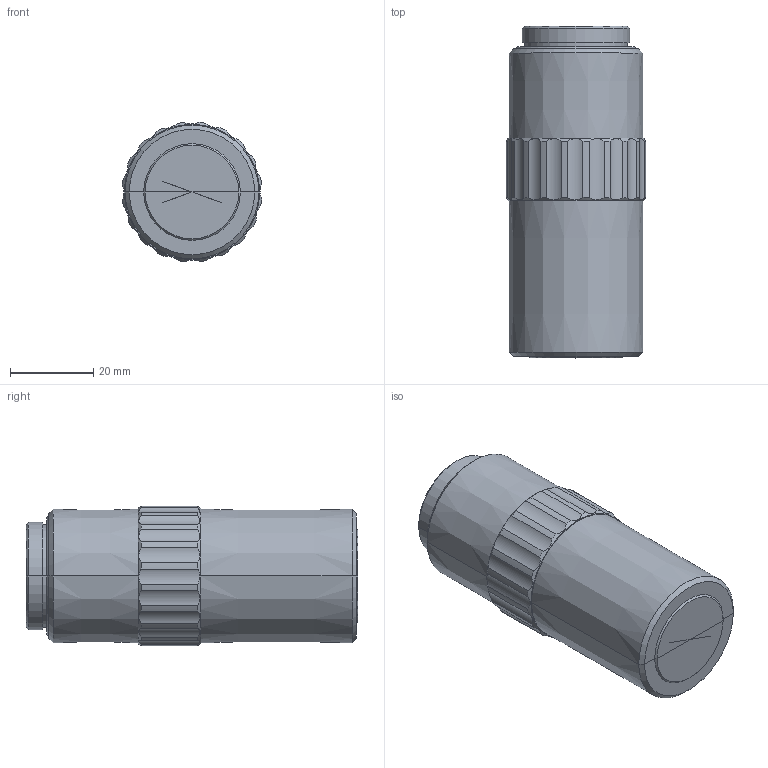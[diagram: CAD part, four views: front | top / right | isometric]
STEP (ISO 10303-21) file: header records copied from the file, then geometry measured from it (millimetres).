
FILE_DESCRIPTION (( 'STEP AP214' ), '1' );
FILE_NAME ('690003.STEP', '2022-05-11T01:25:05', ( '' ), ( '' ), 'SwSTEP 2.0', 'SolidWorks 2020', '' );
FILE_SCHEMA (( 'AUTOMOTIVE_DESIGN' ));
Length unit declared in the file: millimetre
Products named in the file (1): 690003
Bounding box: 33.58 x 79.9 x 33.58 mm (x, y, z)
Volume: 64073.8 mm3; surface area: 9661.9 mm2
Topology: 1 solids, 1 shells, 76 faces, 199 edges, 126 vertices
Faces by surface type: cone 46, cylinder 25, plane 5
Entity records: 2833 total; most frequent: CARTESIAN_POINT 1060, ORIENTED_EDGE 390, DIRECTION 333, EDGE_CURVE 195, AXIS2_PLACEMENT_3D 151, VERTEX_POINT 126, B_SPLINE_CURVE_WITH_KNOTS 90, EDGE_LOOP 81
